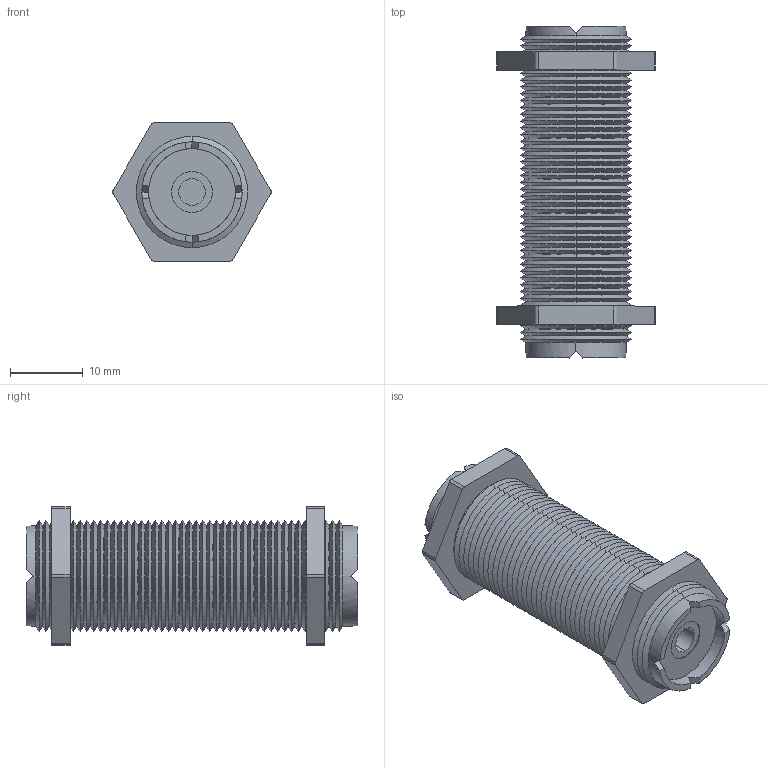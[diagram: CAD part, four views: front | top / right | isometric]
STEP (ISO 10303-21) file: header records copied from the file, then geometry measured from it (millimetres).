
FILE_DESCRIPTION (( 'STEP AP214' ), '1' );
FILE_NAME ('BA406Z_3D.step', '2024-11-04T21:22:49', ( '' ), ( '' ), 'SwSTEP 2.0', 'SolidWorks 2022', '' );
FILE_SCHEMA (( 'AUTOMOTIVE_DESIGN' ));
Length unit declared in the file: inch
Products named in the file (3): Copy of BA406Z-MA1^BA406Z; Copy of BA406Z^BA406Z; BA406Z_3D
Assembly tree (3 placements, depth 2):
  BA406Z_3D
    Copy of BA406Z^BA406Z
    Copy of BA406Z-MA1^BA406Z  x2
Bounding box: 21.84 x 45.72 x 19.05 mm (x, y, z)
Volume: 7733.7 mm3; surface area: 5622.7 mm2
Topology: 3 solids, 3 shells, 346 faces, 730 edges, 394 vertices
Faces by surface type: cone 180, cylinder 120, plane 46
Entity records: 8835 total; most frequent: DIRECTION 1650, CARTESIAN_POINT 1486, ORIENTED_EDGE 1376, EDGE_CURVE 688, AXIS2_PLACEMENT_3D 658, VERTEX_POINT 366, EDGE_LOOP 336, LINE 334
